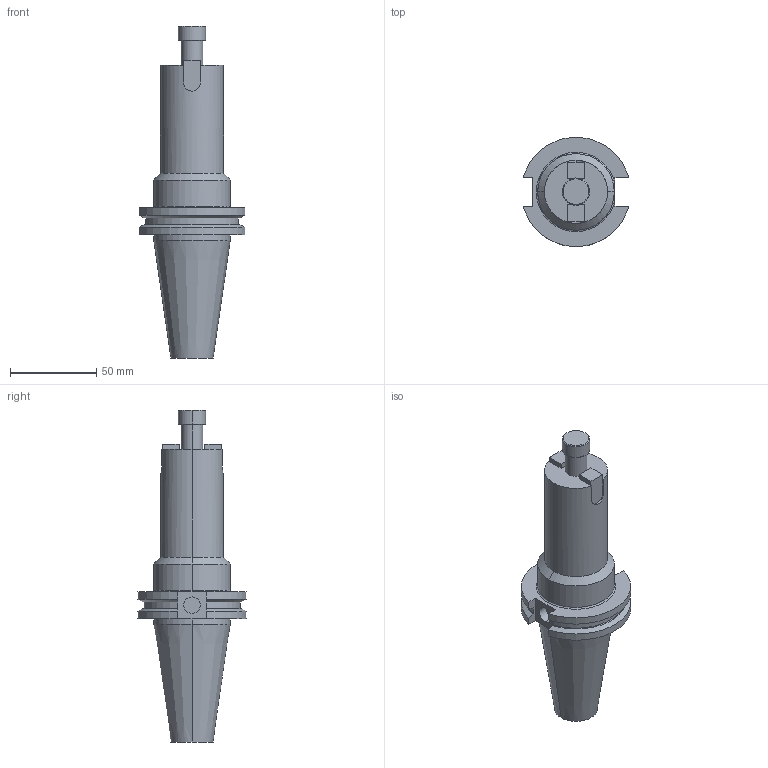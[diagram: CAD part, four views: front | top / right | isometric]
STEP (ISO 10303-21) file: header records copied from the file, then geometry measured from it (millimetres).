
FILE_DESCRIPTION (( 'STEP AP203' ), '1' );
FILE_NAME ('STP-22709-4.STEP', '2017-01-23T06:00:07', ( '' ), ( '' ), 'SwSTEP 2.0', 'SolidWorks 2015', '' );
FILE_SCHEMA (( 'CONFIG_CONTROL_DESIGN' ));
Length unit declared in the file: millimetre
Products named in the file (1): STP-22709-4
Bounding box: 61.35 x 63.26 x 192.71 mm (x, y, z)
Volume: 205451.6 mm3; surface area: 29842.6 mm2
Topology: 1 solids, 1 shells, 77 faces, 188 edges, 118 vertices
Faces by surface type: plane 33, cylinder 27, cone 14, torus 2, bspline 1
Entity records: 2433 total; most frequent: CARTESIAN_POINT 524, DIRECTION 395, ORIENTED_EDGE 372, EDGE_CURVE 186, AXIS2_PLACEMENT_3D 145, VERTEX_POINT 118, LINE 105, VECTOR 105
